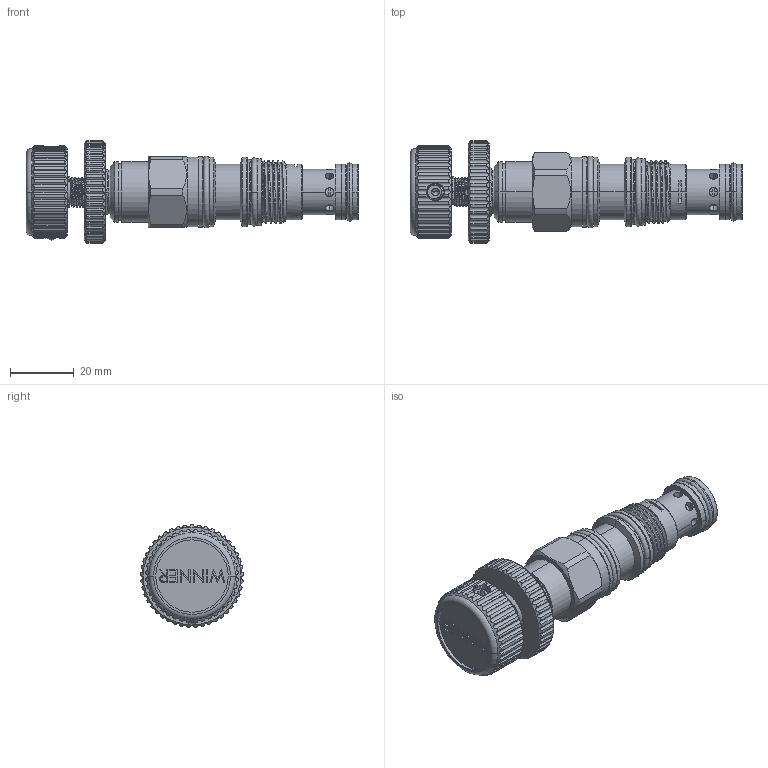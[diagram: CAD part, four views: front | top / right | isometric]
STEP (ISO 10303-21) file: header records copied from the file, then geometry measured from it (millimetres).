
FILE_DESCRIPTION (( 'STEP AP203' ), '1' );
FILE_NAME ('RV11A30-K-85.STEP', '2020-03-24T07:13:16', ( '' ), ( '' ), 'SwSTEP 2.0', 'SolidWorks 2018', '' );
FILE_SCHEMA (( 'CONFIG_CONTROL_DESIGN' ));
Products named in the file (1): RV11A30-K-85
Bounding box: 104.11 x 32.2 x 32.18 mm (x, y, z)
Volume: 34603.5 mm3; surface area: 16785.7 mm2
Topology: 10 solids, 10 shells, 1348 faces, 3869 edges, 2469 vertices
Faces by surface type: cylinder 880, plane 217, cone 105, torus 82, bspline 58, sphere 6
Entity records: 101300 total; most frequent: CARTESIAN_POINT 68457, ORIENTED_EDGE 7684, DIRECTION 5489, EDGE_CURVE 3842, VERTEX_POINT 2466, AXIS2_PLACEMENT_3D 2103, EDGE_LOOP 1780, B_SPLINE_CURVE_WITH_KNOTS 1567
